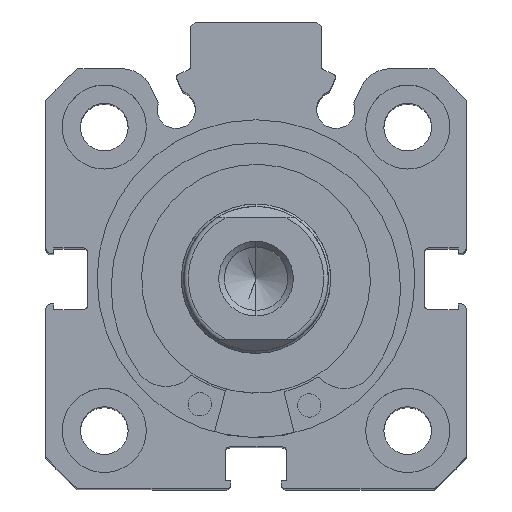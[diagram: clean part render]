
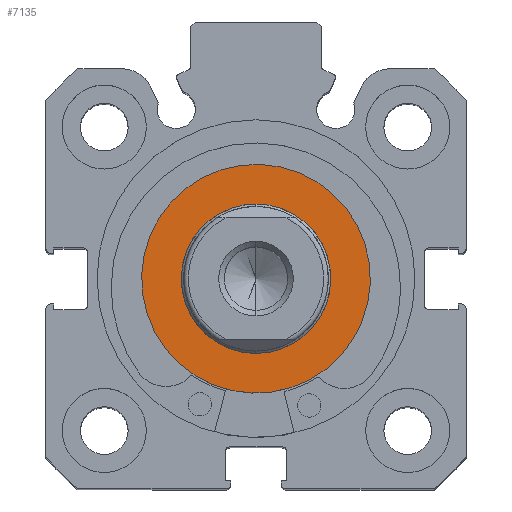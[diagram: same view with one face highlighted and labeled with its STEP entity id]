
A CAD part, top view. The second image highlights one B-rep face of the part: STEP entity #7135.
In plain terms, the highlighted face is planar.
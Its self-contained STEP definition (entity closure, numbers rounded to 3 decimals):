
#302 = EDGE_CURVE ( 'NONE', #4932, #4884, #1543, .T. ) ;
#313 = EDGE_CURVE ( 'NONE', #5137, #5170, #1559, .T. ) ;
#321 = EDGE_CURVE ( 'NONE', #4884, #4932, #1569, .T. ) ;
#323 = EDGE_CURVE ( 'NONE', #5170, #5137, #1572, .T. ) ;
#598 = AXIS2_PLACEMENT_3D ( 'NONE', #6719, #6817, #6913 ) ;
#606 = AXIS2_PLACEMENT_3D ( 'NONE', #6881, #6698, #6661 ) ;
#608 = AXIS2_PLACEMENT_3D ( 'NONE', #6865, #6755, #6773 ) ;
#615 = AXIS2_PLACEMENT_3D ( 'NONE', #6709, #6795, #6785 ) ;
#976 = AXIS2_PLACEMENT_3D ( 'NONE', #4194, #4196, #4197 ) ;
#1543 = CIRCLE ( 'NONE', #598, 8. ) ;
#1559 = CIRCLE ( 'NONE', #606, 12.25 ) ;
#1569 = CIRCLE ( 'NONE', #608, 8. ) ;
#1572 = CIRCLE ( 'NONE', #615, 12.25 ) ;
#2680 = CARTESIAN_POINT ( 'NONE',  ( 0., 0., 8. ) ) ;
#2719 = CARTESIAN_POINT ( 'NONE',  ( 0., 0., -8. ) ) ;
#2878 = CARTESIAN_POINT ( 'NONE',  ( 0., 0., 12.25 ) ) ;
#2897 = CARTESIAN_POINT ( 'NONE',  ( 0., 0., -12.25 ) ) ;
#3810 = FACE_BOUND ( 'NONE', #5487, .T. ) ;
#3821 = FACE_OUTER_BOUND ( 'NONE', #5500, .T. ) ;
#4194 = CARTESIAN_POINT ( 'NONE',  ( 0., 12.25, 0. ) ) ;
#4195 = PLANE ( 'NONE',  #976 ) ;
#4196 = DIRECTION ( 'NONE',  ( 1., 0., 0. ) ) ;
#4197 = DIRECTION ( 'NONE',  ( 0., 0., -1. ) ) ;
#4884 = VERTEX_POINT ( 'NONE', #2680 ) ;
#4932 = VERTEX_POINT ( 'NONE', #2719 ) ;
#5137 = VERTEX_POINT ( 'NONE', #2878 ) ;
#5170 = VERTEX_POINT ( 'NONE', #2897 ) ;
#5487 = EDGE_LOOP ( 'NONE', ( #6002, #6001 ) ) ;
#5500 = EDGE_LOOP ( 'NONE', ( #6000, #5999 ) ) ;
#5999 = ORIENTED_EDGE ( 'NONE', *, *, #323, .T. ) ;
#6000 = ORIENTED_EDGE ( 'NONE', *, *, #313, .T. ) ;
#6001 = ORIENTED_EDGE ( 'NONE', *, *, #302, .F. ) ;
#6002 = ORIENTED_EDGE ( 'NONE', *, *, #321, .F. ) ;
#6661 = DIRECTION ( 'NONE',  ( 0., 0., 1. ) ) ;
#6698 = DIRECTION ( 'NONE',  ( -1., 0., 0. ) ) ;
#6709 = CARTESIAN_POINT ( 'NONE',  ( 0., 0., 0. ) ) ;
#6719 = CARTESIAN_POINT ( 'NONE',  ( 0., 0., 0. ) ) ;
#6755 = DIRECTION ( 'NONE',  ( -1., 0., 0. ) ) ;
#6773 = DIRECTION ( 'NONE',  ( 0., 0., 1. ) ) ;
#6785 = DIRECTION ( 'NONE',  ( 0., 0., 1. ) ) ;
#6795 = DIRECTION ( 'NONE',  ( -1., 0., 0. ) ) ;
#6817 = DIRECTION ( 'NONE',  ( -1., 0., 0. ) ) ;
#6865 = CARTESIAN_POINT ( 'NONE',  ( 0., 0., 0. ) ) ;
#6881 = CARTESIAN_POINT ( 'NONE',  ( 0., 0., 0. ) ) ;
#6913 = DIRECTION ( 'NONE',  ( 0., 0., 1. ) ) ;
#7135 = ADVANCED_FACE ( 'NONE', ( #3810, #3821 ), #4195, .F. ) ;
